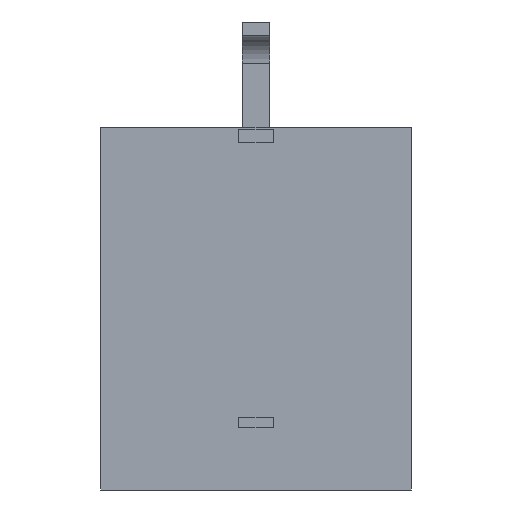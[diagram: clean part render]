
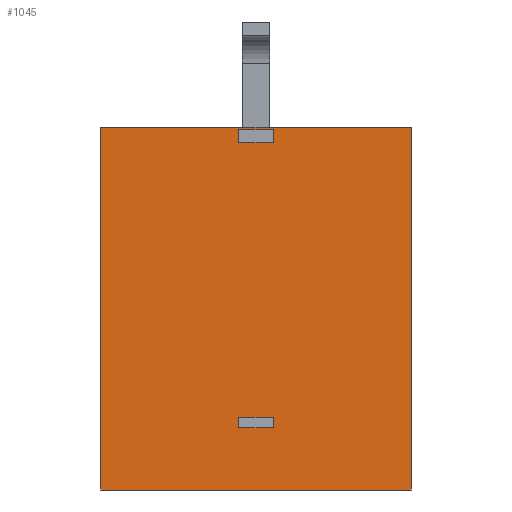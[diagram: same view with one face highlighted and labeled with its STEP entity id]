
A CAD part, front view. The second image highlights one B-rep face of the part: STEP entity #1045.
In plain terms, the highlighted planar face has unit normal (0, -1, 0).
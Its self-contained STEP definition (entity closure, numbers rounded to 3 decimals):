
#35 = LINE ( 'NONE', #1712, #1015 ) ;
#52 = VERTEX_POINT ( 'NONE', #2213 ) ;
#75 = EDGE_CURVE ( 'NONE', #1691, #5507, #35, .T. ) ;
#214 = CARTESIAN_POINT ( 'NONE',  ( 4.5, 0., 4.5 ) ) ;
#424 = DIRECTION ( 'NONE',  ( 0., -1., 0. ) ) ;
#723 = ORIENTED_EDGE ( 'NONE', *, *, #4801, .F. ) ;
#750 = EDGE_LOOP ( 'NONE', ( #723, #872, #1785, #1089 ) ) ;
#872 = ORIENTED_EDGE ( 'NONE', *, *, #4898, .F. ) ;
#1009 = EDGE_CURVE ( 'NONE', #5507, #52, #1166, .T. ) ;
#1015 = VECTOR ( 'NONE', #5156, 1000. ) ;
#1045 = ADVANCED_FACE ( 'NONE', ( #4545 ), #3323, .T. ) ;
#1069 = LINE ( 'NONE', #214, #3699 ) ;
#1089 = ORIENTED_EDGE ( 'NONE', *, *, #75, .F. ) ;
#1165 = CARTESIAN_POINT ( 'NONE',  ( -4.5, 0., -6. ) ) ;
#1166 = LINE ( 'NONE', #1566, #4204 ) ;
#1566 = CARTESIAN_POINT ( 'NONE',  ( -4.5, 0., 4.5 ) ) ;
#1578 = LINE ( 'NONE', #5025, #3685 ) ;
#1691 = VERTEX_POINT ( 'NONE', #1719 ) ;
#1712 = CARTESIAN_POINT ( 'NONE',  ( -4.5, 0., -6. ) ) ;
#1719 = CARTESIAN_POINT ( 'NONE',  ( 4.5, 0., -6. ) ) ;
#1785 = ORIENTED_EDGE ( 'NONE', *, *, #1009, .F. ) ;
#2213 = CARTESIAN_POINT ( 'NONE',  ( -4.5, 0., 4.5 ) ) ;
#2712 = VERTEX_POINT ( 'NONE', #4232 ) ;
#2752 = DIRECTION ( 'NONE',  ( 0., 0., -1. ) ) ;
#3011 = DIRECTION ( 'NONE',  ( 0., 0., 1. ) ) ;
#3323 = PLANE ( 'NONE',  #5444 ) ;
#3685 = VECTOR ( 'NONE', #4531, 1000. ) ;
#3699 = VECTOR ( 'NONE', #2752, 1000. ) ;
#3702 = CARTESIAN_POINT ( 'NONE',  ( 0., 0., -1.5 ) ) ;
#4204 = VECTOR ( 'NONE', #4522, 1000. ) ;
#4232 = CARTESIAN_POINT ( 'NONE',  ( 4.5, 0., 4.5 ) ) ;
#4522 = DIRECTION ( 'NONE',  ( 0., 0., 1. ) ) ;
#4531 = DIRECTION ( 'NONE',  ( 1., 0., 0. ) ) ;
#4545 = FACE_OUTER_BOUND ( 'NONE', #750, .T. ) ;
#4801 = EDGE_CURVE ( 'NONE', #2712, #1691, #1069, .T. ) ;
#4898 = EDGE_CURVE ( 'NONE', #52, #2712, #1578, .T. ) ;
#5025 = CARTESIAN_POINT ( 'NONE',  ( -4.5, 0., 4.5 ) ) ;
#5156 = DIRECTION ( 'NONE',  ( -1., 0., 0. ) ) ;
#5444 = AXIS2_PLACEMENT_3D ( 'NONE', #3702, #424, #3011 ) ;
#5507 = VERTEX_POINT ( 'NONE', #1165 ) ;
